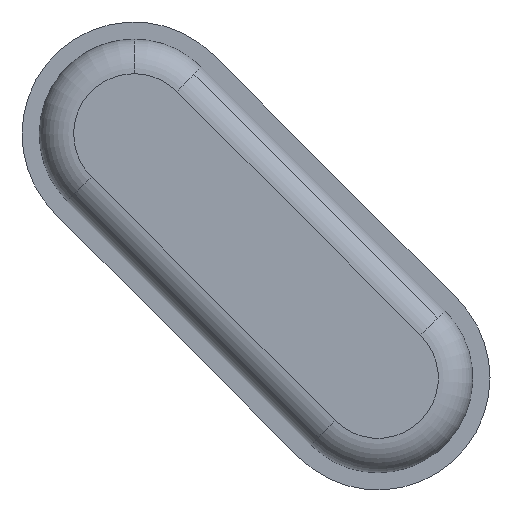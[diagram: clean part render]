
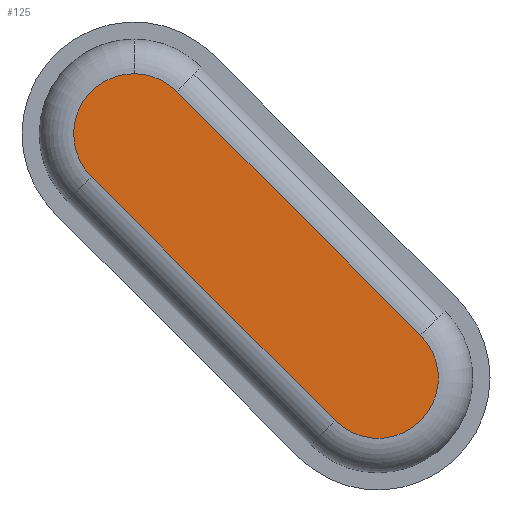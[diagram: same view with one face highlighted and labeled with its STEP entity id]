
A CAD part, front view. The second image highlights one B-rep face of the part: STEP entity #125.
In plain terms, the highlighted planar face has unit normal (0, -1, 0).
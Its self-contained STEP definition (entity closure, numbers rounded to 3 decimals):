
#2 = DIRECTION ( 'NONE',  ( -0.707, 0., 0.707 ) ) ;
#3 = CARTESIAN_POINT ( 'NONE',  ( 23.017, -1.1, 3.767 ) ) ;
#5 = VERTEX_POINT ( 'NONE', #561 ) ;
#7 = LINE ( 'NONE', #638, #123 ) ;
#26 = ORIENTED_EDGE ( 'NONE', *, *, #650, .F. ) ;
#40 = LINE ( 'NONE', #616, #684 ) ;
#50 = EDGE_CURVE ( 'NONE', #558, #279, #303, .T. ) ;
#65 = CARTESIAN_POINT ( 'NONE',  ( 21.85, -1.1, 5.429 ) ) ;
#84 = ORIENTED_EDGE ( 'NONE', *, *, #50, .F. ) ;
#123 = VECTOR ( 'NONE', #130, 1000. ) ;
#125 = ADVANCED_FACE ( 'NONE', ( #274 ), #384, .T. ) ;
#130 = DIRECTION ( 'NONE',  ( -0.707, 0., 0.707 ) ) ;
#134 = EDGE_CURVE ( 'NONE', #708, #5, #40, .T. ) ;
#139 = CARTESIAN_POINT ( 'NONE',  ( 21.603, -1.1, 5.181 ) ) ;
#156 = DIRECTION ( 'NONE',  ( -0.707, 0., 0.707 ) ) ;
#214 = CARTESIAN_POINT ( 'NONE',  ( 21.85, -1.1, 5.429 ) ) ;
#253 = DIRECTION ( 'NONE',  ( 0.707, 0., -0.707 ) ) ;
#274 = FACE_OUTER_BOUND ( 'NONE', #659, .T. ) ;
#279 = VERTEX_POINT ( 'NONE', #431 ) ;
#282 = ORIENTED_EDGE ( 'NONE', *, *, #543, .F. ) ;
#303 = CIRCLE ( 'NONE', #594, 0.35 ) ;
#306 = CARTESIAN_POINT ( 'NONE',  ( 21.85, -1.1, 8.95 ) ) ;
#363 = DIRECTION ( 'NONE',  ( 0., 1., 0. ) ) ;
#377 = AXIS2_PLACEMENT_3D ( 'NONE', #420, #363, #253 ) ;
#384 = PLANE ( 'NONE',  #591 ) ;
#405 = CARTESIAN_POINT ( 'NONE',  ( 22.097, -1.1, 5.676 ) ) ;
#409 = VERTEX_POINT ( 'NONE', #3 ) ;
#410 = ORIENTED_EDGE ( 'NONE', *, *, #134, .F. ) ;
#420 = CARTESIAN_POINT ( 'NONE',  ( 23.264, -1.1, 4.014 ) ) ;
#422 = EDGE_CURVE ( 'NONE', #409, #558, #7, .T. ) ;
#431 = CARTESIAN_POINT ( 'NONE',  ( 21.85, -1.1, 5.779 ) ) ;
#483 = DIRECTION ( 'NONE',  ( 0., -1., 0. ) ) ;
#487 = DIRECTION ( 'NONE',  ( 0.707, 0., -0.707 ) ) ;
#506 = AXIS2_PLACEMENT_3D ( 'NONE', #65, #633, #2 ) ;
#543 = EDGE_CURVE ( 'NONE', #5, #409, #692, .T. ) ;
#558 = VERTEX_POINT ( 'NONE', #139 ) ;
#561 = CARTESIAN_POINT ( 'NONE',  ( 23.512, -1.1, 4.262 ) ) ;
#591 = AXIS2_PLACEMENT_3D ( 'NONE', #306, #483, #706 ) ;
#594 = AXIS2_PLACEMENT_3D ( 'NONE', #214, #661, #156 ) ;
#611 = ORIENTED_EDGE ( 'NONE', *, *, #422, .F. ) ;
#616 = CARTESIAN_POINT ( 'NONE',  ( 22.119, -1.1, 5.655 ) ) ;
#633 = DIRECTION ( 'NONE',  ( 0., 1., 0. ) ) ;
#638 = CARTESIAN_POINT ( 'NONE',  ( 20.528, -1.1, 6.256 ) ) ;
#650 = EDGE_CURVE ( 'NONE', #279, #708, #715, .T. ) ;
#659 = EDGE_LOOP ( 'NONE', ( #282, #410, #26, #84, #611 ) ) ;
#661 = DIRECTION ( 'NONE',  ( 0., 1., 0. ) ) ;
#684 = VECTOR ( 'NONE', #487, 1000. ) ;
#692 = CIRCLE ( 'NONE', #377, 0.35 ) ;
#706 = DIRECTION ( 'NONE',  ( 0., 0., -1. ) ) ;
#708 = VERTEX_POINT ( 'NONE', #405 ) ;
#715 = CIRCLE ( 'NONE', #506, 0.35 ) ;
